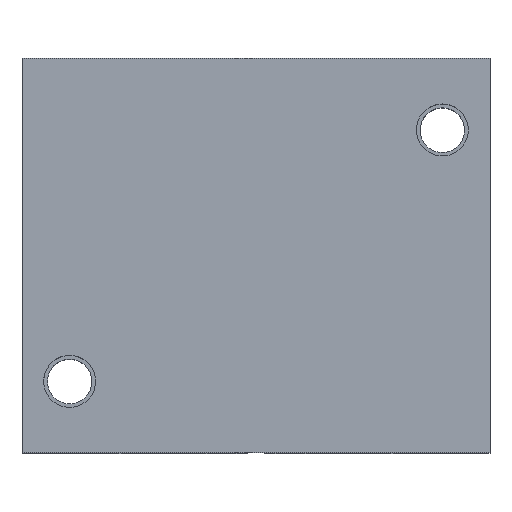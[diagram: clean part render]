
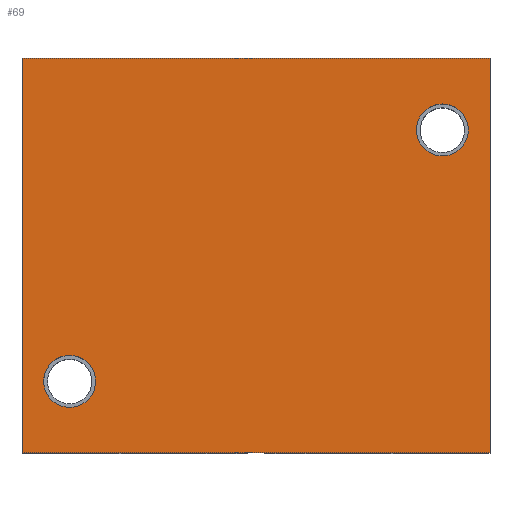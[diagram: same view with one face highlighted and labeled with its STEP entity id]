
A CAD part, top view. The second image highlights one B-rep face of the part: STEP entity #69.
In plain terms, the highlighted planar face has unit normal (0, 0, 1).
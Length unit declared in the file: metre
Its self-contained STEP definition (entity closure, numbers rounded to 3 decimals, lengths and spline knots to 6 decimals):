
#69 = ADVANCED_FACE( '', ( #156, #157, #158 ), #159, .T. );
#156 = FACE_BOUND( '', #265, .T. );
#157 = FACE_OUTER_BOUND( '', #266, .T. );
#158 = FACE_BOUND( '', #267, .T. );
#159 = PLANE( '', #268 );
#265 = EDGE_LOOP( '', ( #408 ) );
#266 = EDGE_LOOP( '', ( #409, #410, #411, #412 ) );
#267 = EDGE_LOOP( '', ( #413 ) );
#268 = AXIS2_PLACEMENT_3D( '', #414, #415, #416 );
#408 = ORIENTED_EDGE( '', *, *, #626, .T. );
#409 = ORIENTED_EDGE( '', *, *, #622, .F. );
#410 = ORIENTED_EDGE( '', *, *, #627, .F. );
#411 = ORIENTED_EDGE( '', *, *, #628, .T. );
#412 = ORIENTED_EDGE( '', *, *, #629, .T. );
#413 = ORIENTED_EDGE( '', *, *, #630, .T. );
#414 = CARTESIAN_POINT( '', ( -0.054, -0.0455, 0.045 ) );
#415 = DIRECTION( '', ( 0., 0., 1. ) );
#416 = DIRECTION( '', ( 1., 0., 0. ) );
#622 = EDGE_CURVE( '', #740, #742, #743, .T. );
#626 = EDGE_CURVE( '', #748, #748, #749, .T. );
#627 = EDGE_CURVE( '', #750, #740, #751, .T. );
#628 = EDGE_CURVE( '', #750, #752, #753, .T. );
#629 = EDGE_CURVE( '', #752, #742, #754, .T. );
#630 = EDGE_CURVE( '', #755, #755, #756, .T. );
#740 = VERTEX_POINT( '', #899 );
#742 = VERTEX_POINT( '', #902 );
#743 = LINE( '', #903, #904 );
#748 = VERTEX_POINT( '', #911 );
#749 = CIRCLE( '', #912, 0.006 );
#750 = VERTEX_POINT( '', #913 );
#751 = LINE( '', #914, #915 );
#752 = VERTEX_POINT( '', #916 );
#753 = LINE( '', #917, #918 );
#754 = LINE( '', #919, #920 );
#755 = VERTEX_POINT( '', #921 );
#756 = CIRCLE( '', #922, 0.006 );
#899 = CARTESIAN_POINT( '', ( -0.054, 0.0455, 0.045 ) );
#902 = CARTESIAN_POINT( '', ( 0.054, 0.0455, 0.045 ) );
#903 = CARTESIAN_POINT( '', ( -0.054, 0.0455, 0.045 ) );
#904 = VECTOR( '', #1063, 1. );
#911 = CARTESIAN_POINT( '', ( 0.043, 0.035, 0.045 ) );
#912 = AXIS2_PLACEMENT_3D( '', #1066, #1067, #1068 );
#913 = CARTESIAN_POINT( '', ( -0.054, -0.0455, 0.045 ) );
#914 = CARTESIAN_POINT( '', ( -0.054, -0.0455, 0.045 ) );
#915 = VECTOR( '', #1069, 1. );
#916 = CARTESIAN_POINT( '', ( 0.054, -0.0455, 0.045 ) );
#917 = CARTESIAN_POINT( '', ( -0.054, -0.0455, 0.045 ) );
#918 = VECTOR( '', #1070, 1. );
#919 = CARTESIAN_POINT( '', ( 0.054, -0.0455, 0.045 ) );
#920 = VECTOR( '', #1071, 1. );
#921 = CARTESIAN_POINT( '', ( -0.043, -0.023, 0.045 ) );
#922 = AXIS2_PLACEMENT_3D( '', #1072, #1073, #1074 );
#1063 = DIRECTION( '', ( 1., 0., 0. ) );
#1066 = CARTESIAN_POINT( '', ( 0.043, 0.029, 0.045 ) );
#1067 = DIRECTION( '', ( 0., 0., -1. ) );
#1068 = DIRECTION( '', ( 0., 1., 0. ) );
#1069 = DIRECTION( '', ( 0., 1., 0. ) );
#1070 = DIRECTION( '', ( 1., 0., 0. ) );
#1071 = DIRECTION( '', ( 0., 1., 0. ) );
#1072 = CARTESIAN_POINT( '', ( -0.043, -0.029, 0.045 ) );
#1073 = DIRECTION( '', ( 0., 0., -1. ) );
#1074 = DIRECTION( '', ( 0., 1., 0. ) );
